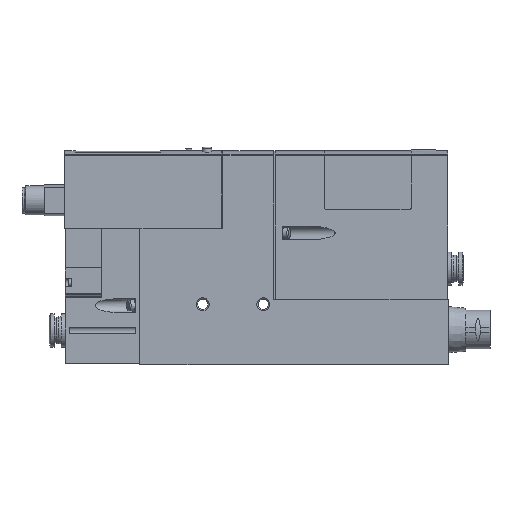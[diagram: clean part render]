
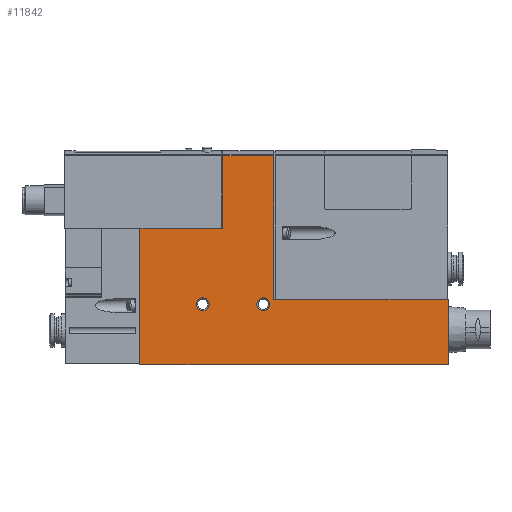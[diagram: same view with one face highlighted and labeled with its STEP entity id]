
A CAD part, top view. The second image highlights one B-rep face of the part: STEP entity #11842.
In plain terms, the highlighted planar face has unit normal (0, 0, 1).
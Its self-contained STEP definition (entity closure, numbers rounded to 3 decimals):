
#190=PLANE('',#12755);
#692=CIRCLE('',#12756,2.65);
#693=CIRCLE('',#12757,2.65);
#932=LINE('',#16201,#1554);
#1023=LINE('',#16434,#1645);
#1349=LINE('',#17737,#1971);
#1353=LINE('',#17756,#1975);
#1356=LINE('',#17764,#1978);
#1363=LINE('',#17774,#1985);
#1364=LINE('',#17776,#1986);
#1366=LINE('',#17787,#1988);
#1554=VECTOR('',#13327,1000.);
#1645=VECTOR('',#13508,1000.);
#1971=VECTOR('',#14960,1000.);
#1975=VECTOR('',#14978,1000.);
#1978=VECTOR('',#14985,1000.);
#1985=VECTOR('',#14994,1000.);
#1986=VECTOR('',#14997,1000.);
#1988=VECTOR('',#15009,1000.);
#3755=ORIENTED_EDGE('',*,*,#5388,.T.);
#3756=ORIENTED_EDGE('',*,*,#5389,.T.);
#3757=ORIENTED_EDGE('',*,*,#5384,.T.);
#3758=ORIENTED_EDGE('',*,*,#4724,.T.);
#3759=ORIENTED_EDGE('',*,*,#5362,.T.);
#3760=ORIENTED_EDGE('',*,*,#5372,.T.);
#3761=ORIENTED_EDGE('',*,*,#5376,.T.);
#3762=ORIENTED_EDGE('',*,*,#5383,.T.);
#3763=ORIENTED_EDGE('',*,*,#4605,.T.);
#3764=ORIENTED_EDGE('',*,*,#5390,.T.);
#4605=EDGE_CURVE('',#5782,#5791,#932,.T.);
#4724=EDGE_CURVE('',#5889,#5888,#1023,.T.);
#5362=EDGE_CURVE('',#5888,#6302,#1349,.T.);
#5372=EDGE_CURVE('',#6302,#6310,#1353,.T.);
#5376=EDGE_CURVE('',#6310,#6313,#1356,.T.);
#5383=EDGE_CURVE('',#6313,#5782,#1363,.T.);
#5384=EDGE_CURVE('',#6316,#5889,#1364,.T.);
#5388=EDGE_CURVE('',#6318,#6318,#692,.T.);
#5389=EDGE_CURVE('',#6319,#6319,#693,.T.);
#5390=EDGE_CURVE('',#5791,#6316,#1366,.T.);
#5782=VERTEX_POINT('',#16182);
#5791=VERTEX_POINT('',#16200);
#5888=VERTEX_POINT('',#16433);
#5889=VERTEX_POINT('',#16435);
#6302=VERTEX_POINT('',#17736);
#6310=VERTEX_POINT('',#17755);
#6313=VERTEX_POINT('',#17763);
#6316=VERTEX_POINT('',#17777);
#6318=VERTEX_POINT('',#17784);
#6319=VERTEX_POINT('',#17786);
#6894=EDGE_LOOP('',(#3755));
#6895=EDGE_LOOP('',(#3756));
#6896=EDGE_LOOP('',(#3757,#3758,#3759,#3760,#3761,#3762,#3763,#3764));
#7580=FACE_BOUND('',#6894,.T.);
#7581=FACE_BOUND('',#6895,.T.);
#7582=FACE_BOUND('',#6896,.T.);
#11842=ADVANCED_FACE('',(#7580,#7581,#7582),#190,.T.);
#12755=AXIS2_PLACEMENT_3D('',#17782,#15003,#15004);
#12756=AXIS2_PLACEMENT_3D('',#17783,#15005,#15006);
#12757=AXIS2_PLACEMENT_3D('',#17785,#15007,#15008);
#13327=DIRECTION('',(0.,1.,0.));
#13508=DIRECTION('',(-1.,0.,0.));
#14960=DIRECTION('',(0.,-1.,0.));
#14978=DIRECTION('',(1.,0.,0.));
#14985=DIRECTION('',(0.,1.,0.));
#14994=DIRECTION('',(-1.,0.,0.));
#14997=DIRECTION('',(0.,-1.,0.));
#15003=DIRECTION('',(0.,0.,1.));
#15004=DIRECTION('',(1.,0.,0.));
#15005=DIRECTION('',(0.,0.,-1.));
#15006=DIRECTION('',(-1.,0.,0.));
#15007=DIRECTION('',(0.,0.,-1.));
#15008=DIRECTION('',(-1.,0.,0.));
#15009=DIRECTION('',(-1.,0.,0.));
#16182=CARTESIAN_POINT('',(86.3,27.,10.25));
#16200=CARTESIAN_POINT('',(86.3,86.442,10.25));
#16201=CARTESIAN_POINT('',(86.3,27.,10.25));
#16433=CARTESIAN_POINT('',(31.,56.4,10.25));
#16434=CARTESIAN_POINT('',(65.3,56.4,10.25));
#16435=CARTESIAN_POINT('',(65.3,56.4,10.25));
#17736=CARTESIAN_POINT('',(31.,0.,10.25));
#17737=CARTESIAN_POINT('',(31.,56.4,10.25));
#17755=CARTESIAN_POINT('',(158.5,0.,10.25));
#17756=CARTESIAN_POINT('',(31.,0.,10.25));
#17763=CARTESIAN_POINT('',(158.5,27.,10.25));
#17764=CARTESIAN_POINT('',(158.5,0.,10.25));
#17774=CARTESIAN_POINT('',(158.5,27.,10.25));
#17776=CARTESIAN_POINT('',(65.3,90.,10.25));
#17777=CARTESIAN_POINT('',(65.3,86.442,10.25));
#17782=CARTESIAN_POINT('',(0.,0.,10.25));
#17783=CARTESIAN_POINT('',(82.,25.,10.25));
#17784=CARTESIAN_POINT('',(79.35,25.,10.25));
#17785=CARTESIAN_POINT('',(57.,25.,10.25));
#17786=CARTESIAN_POINT('',(54.35,25.,10.25));
#17787=CARTESIAN_POINT('',(86.3,86.442,10.25));
